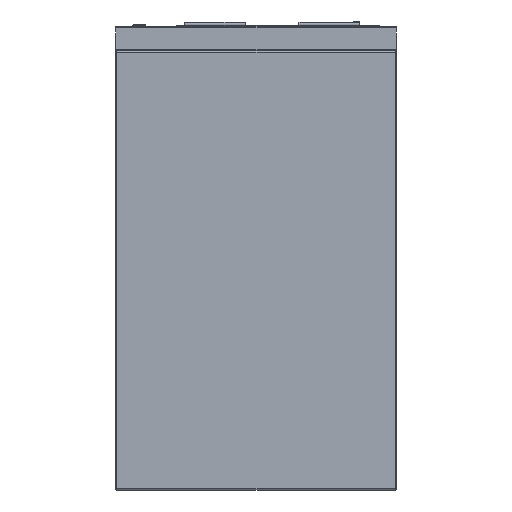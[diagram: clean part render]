
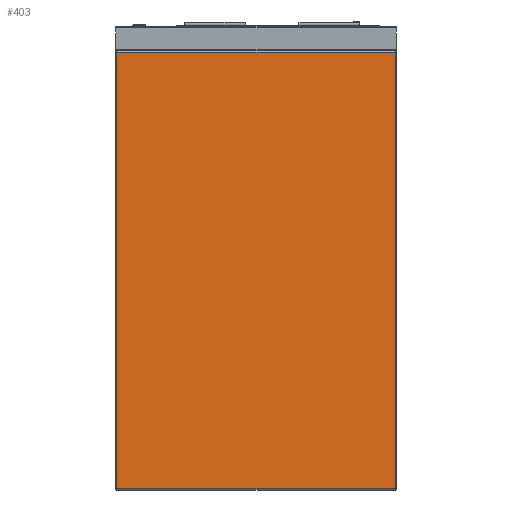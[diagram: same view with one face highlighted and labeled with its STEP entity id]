
A CAD part, left-side view. The second image highlights one B-rep face of the part: STEP entity #403.
In plain terms, the highlighted planar face has unit normal (-1, 0, 0).
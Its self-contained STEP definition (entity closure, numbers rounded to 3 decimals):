
#403 = ADVANCED_FACE ( 'Fl�che7', ( #8883 ), #8974, .T. ) ;
#890 = VERTEX_POINT ( 'NONE', #1850 ) ;
#1021 = VECTOR ( 'NONE', #3062, 1000. ) ;
#1333 = LINE ( 'NONE', #1425, #1021 ) ;
#1425 = CARTESIAN_POINT ( 'NONE',  ( -515., -228., -760. ) ) ;
#1828 = VECTOR ( 'NONE', #17848, 1000. ) ;
#1850 = CARTESIAN_POINT ( 'NONE',  ( -515., -228., -758. ) ) ;
#2776 = ORIENTED_EDGE ( 'NONE', *, *, #17281, .T. ) ;
#2807 = ORIENTED_EDGE ( 'NONE', *, *, #8064, .T. ) ;
#2849 = EDGE_CURVE ( 'NONE', #890, #2906, #1333, .T. ) ;
#2906 = VERTEX_POINT ( 'NONE', #10543 ) ;
#2962 = DIRECTION ( 'NONE',  ( -1., 0., 0. ) ) ;
#3062 = DIRECTION ( 'NONE',  ( 0., 0., 1. ) ) ;
#4126 = CARTESIAN_POINT ( 'NONE',  ( -515., -230., -760. ) ) ;
#5150 = VECTOR ( 'NONE', #5393, 1000. ) ;
#5393 = DIRECTION ( 'NONE',  ( 0., 1., 0. ) ) ;
#5401 = CARTESIAN_POINT ( 'NONE',  ( -515., 228., -760. ) ) ;
#5888 = ORIENTED_EDGE ( 'NONE', *, *, #2849, .T. ) ;
#8051 = ORIENTED_EDGE ( 'NONE', *, *, #13548, .T. ) ;
#8064 = EDGE_CURVE ( 'NONE', #16828, #14531, #15648, .T. ) ;
#8883 = FACE_OUTER_BOUND ( 'NONE', #11546, .T. ) ;
#8974 = PLANE ( 'NONE',  #15313 ) ;
#9416 = VECTOR ( 'NONE', #15845, 1000. ) ;
#9529 = CARTESIAN_POINT ( 'NONE',  ( -515., 228., -758. ) ) ;
#10543 = CARTESIAN_POINT ( 'NONE',  ( -515., -228., -42. ) ) ;
#11546 = EDGE_LOOP ( 'NONE', ( #5888, #8051, #2807, #2776 ) ) ;
#11963 = LINE ( 'NONE', #17946, #1828 ) ;
#12093 = CARTESIAN_POINT ( 'NONE',  ( -515., 228., -42. ) ) ;
#12571 = CARTESIAN_POINT ( 'NONE',  ( -515., 230., -42. ) ) ;
#12847 = LINE ( 'NONE', #12571, #5150 ) ;
#13038 = DIRECTION ( 'NONE',  ( 0., 0., 1. ) ) ;
#13548 = EDGE_CURVE ( 'NONE', #2906, #16828, #12847, .T. ) ;
#14531 = VERTEX_POINT ( 'NONE', #9529 ) ;
#15313 = AXIS2_PLACEMENT_3D ( 'NONE', #4126, #2962, #13038 ) ;
#15648 = LINE ( 'NONE', #5401, #9416 ) ;
#15845 = DIRECTION ( 'NONE',  ( 0., 0., -1. ) ) ;
#16828 = VERTEX_POINT ( 'NONE', #12093 ) ;
#17281 = EDGE_CURVE ( 'NONE', #14531, #890, #11963, .T. ) ;
#17848 = DIRECTION ( 'NONE',  ( 0., -1., 0. ) ) ;
#17946 = CARTESIAN_POINT ( 'NONE',  ( -515., -230., -758. ) ) ;
